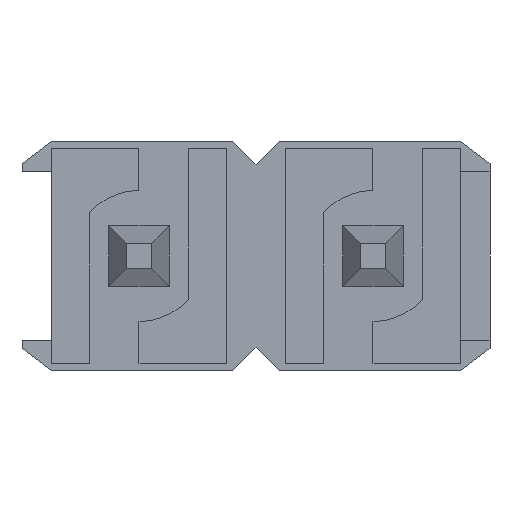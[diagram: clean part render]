
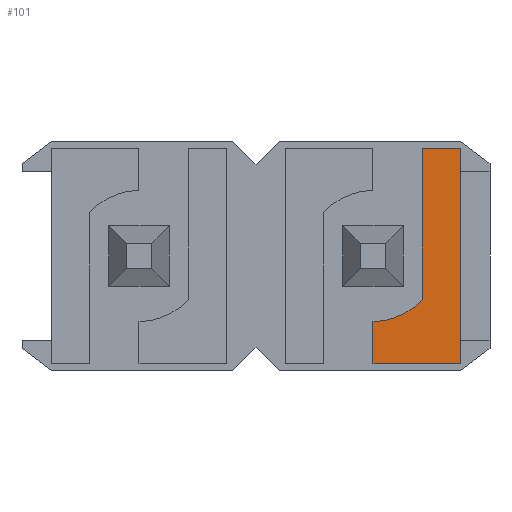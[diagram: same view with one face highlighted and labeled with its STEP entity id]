
A CAD part, front view. The second image highlights one B-rep face of the part: STEP entity #101.
In plain terms, the highlighted planar face has unit normal (0, -1, 0).
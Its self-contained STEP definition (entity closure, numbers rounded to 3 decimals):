
#101=ADVANCED_FACE('',(#278),#279,.T.);
#278=FACE_OUTER_BOUND('',#530,.T.);
#279=PLANE('',#531);
#530=EDGE_LOOP('',(#1122,#1123,#1124,#1125,#1126,#1127));
#531=AXIS2_PLACEMENT_3D('',#1128,#1129,#1130);
#1122=ORIENTED_EDGE('',*,*,#1695,.T.);
#1123=ORIENTED_EDGE('',*,*,#1855,.T.);
#1124=ORIENTED_EDGE('',*,*,#1864,.T.);
#1125=ORIENTED_EDGE('',*,*,#1865,.F.);
#1126=ORIENTED_EDGE('',*,*,#1866,.F.);
#1127=ORIENTED_EDGE('',*,*,#1867,.F.);
#1128=CARTESIAN_POINT('',(2.223,-1.143,-1.168));
#1129=DIRECTION('',(0.0,-1.0,0.0));
#1130=DIRECTION('',(0.0,0.0,-1.0));
#1695=EDGE_CURVE('',#2043,#2041,#2044,.T.);
#1855=EDGE_CURVE('',#2041,#2320,#2322,.T.);
#1864=EDGE_CURVE('',#2320,#2336,#2337,.T.);
#1865=EDGE_CURVE('',#2338,#2336,#2339,.T.);
#1866=EDGE_CURVE('',#2340,#2338,#2341,.T.);
#1867=EDGE_CURVE('',#2043,#2340,#2342,.T.);
#2041=VERTEX_POINT('',#2567);
#2043=VERTEX_POINT('',#2570);
#2044=LINE('',#2571,#2572);
#2320=VERTEX_POINT('',#2994);
#2322=LINE('',#2997,#2998);
#2336=VERTEX_POINT('',#3020);
#2337=LINE('',#3021,#3022);
#2338=VERTEX_POINT('',#3023);
#2339=CIRCLE('',#3024,0.711);
#2340=VERTEX_POINT('',#3025);
#2341=LINE('',#3026,#3027);
#2342=LINE('',#3028,#3029);
#2567=CARTESIAN_POINT('',(2.223,-1.143,1.168));
#2570=CARTESIAN_POINT('',(2.223,-1.143,-1.168));
#2571=CARTESIAN_POINT('',(2.223,-1.143,-1.168));
#2572=VECTOR('',#3339,2.337);
#2994=CARTESIAN_POINT('',(1.803,-1.143,1.168));
#2997=CARTESIAN_POINT('',(2.223,-1.143,1.168));
#2998=VECTOR('',#3523,0.419);
#3020=CARTESIAN_POINT('',(1.803,-1.143,-0.47));
#3021=CARTESIAN_POINT('',(1.803,-1.143,1.168));
#3022=VECTOR('',#3532,1.639);
#3023=CARTESIAN_POINT('',(1.27,-1.143,-0.711));
#3024=AXIS2_PLACEMENT_3D('',#3533,#3534,#3535);
#3025=CARTESIAN_POINT('',(1.27,-1.143,-1.168));
#3026=CARTESIAN_POINT('',(1.27,-1.143,-1.168));
#3027=VECTOR('',#3536,0.457);
#3028=CARTESIAN_POINT('',(2.223,-1.143,-1.168));
#3029=VECTOR('',#3537,0.953);
#3339=DIRECTION('',(0.0,0.0,1.0));
#3523=DIRECTION('',(-1.0,0.0,0.0));
#3532=DIRECTION('',(0.0,0.0,-1.0));
#3533=CARTESIAN_POINT('',(1.27,-1.143,0.0));
#3534=DIRECTION('',(0.0,-1.0,0.0));
#3535=DIRECTION('',(0.0,0.0,-1.0));
#3536=DIRECTION('',(0.0,0.0,1.0));
#3537=DIRECTION('',(-1.0,0.0,0.0));
